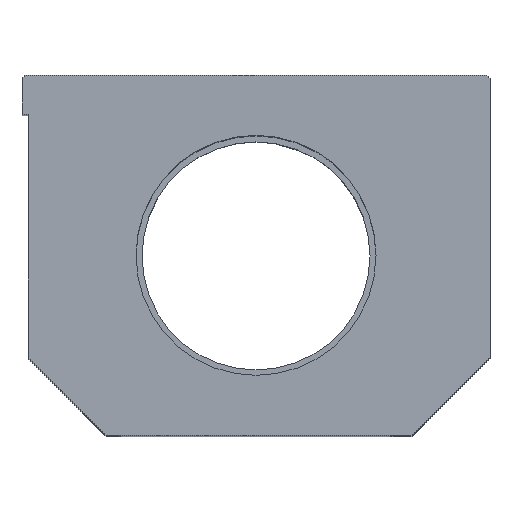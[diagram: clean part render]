
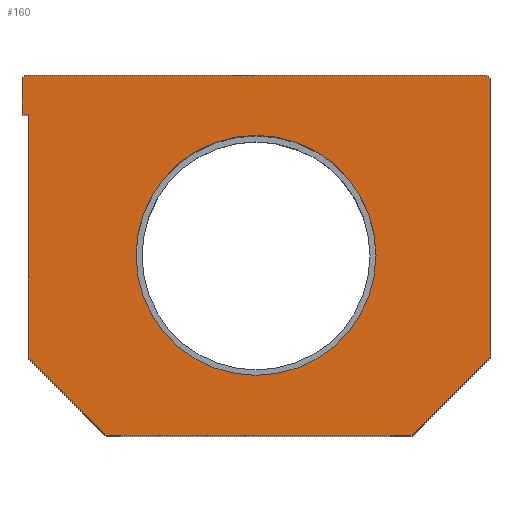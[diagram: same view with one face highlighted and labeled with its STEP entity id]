
A CAD part, top view. The second image highlights one B-rep face of the part: STEP entity #160.
In plain terms, the highlighted planar face has unit normal (0, 0, 1).
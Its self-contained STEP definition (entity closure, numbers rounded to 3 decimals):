
#160 = ADVANCED_FACE( '', ( #354, #355 ), #356, .T. );
#354 = FACE_BOUND( '', #551, .T. );
#355 = FACE_OUTER_BOUND( '', #552, .T. );
#356 = PLANE( '', #553 );
#551 = EDGE_LOOP( '', ( #1212, #1213 ) );
#552 = EDGE_LOOP( '', ( #1214, #1215, #1216, #1217, #1218, #1219, #1220, #1221, #1222, #1223 ) );
#553 = AXIS2_PLACEMENT_3D( '', #1224, #1225, #1226 );
#1212 = ORIENTED_EDGE( '', *, *, #1435, .T. );
#1213 = ORIENTED_EDGE( '', *, *, #1243, .T. );
#1214 = ORIENTED_EDGE( '', *, *, #1436, .F. );
#1215 = ORIENTED_EDGE( '', *, *, #1452, .F. );
#1216 = ORIENTED_EDGE( '', *, *, #1449, .F. );
#1217 = ORIENTED_EDGE( '', *, *, #1415, .F. );
#1218 = ORIENTED_EDGE( '', *, *, #1420, .F. );
#1219 = ORIENTED_EDGE( '', *, *, #1445, .F. );
#1220 = ORIENTED_EDGE( '', *, *, #1408, .F. );
#1221 = ORIENTED_EDGE( '', *, *, #1412, .F. );
#1222 = ORIENTED_EDGE( '', *, *, #1443, .F. );
#1223 = ORIENTED_EDGE( '', *, *, #1440, .F. );
#1224 = CARTESIAN_POINT( '', ( 0., 0., 130. ) );
#1225 = DIRECTION( '', ( 0., 0., 1. ) );
#1226 = DIRECTION( '', ( 1., 0., 0. ) );
#1243 = EDGE_CURVE( '', #1457, #1454, #1458, .T. );
#1408 = EDGE_CURVE( '', #1739, #1741, #1742, .T. );
#1412 = EDGE_CURVE( '', #1746, #1739, #1748, .T. );
#1415 = EDGE_CURVE( '', #1750, #1752, #1753, .T. );
#1420 = EDGE_CURVE( '', #1759, #1750, #1761, .T. );
#1435 = EDGE_CURVE( '', #1454, #1457, #1776, .T. );
#1436 = EDGE_CURVE( '', #1777, #1778, #1779, .T. );
#1440 = EDGE_CURVE( '', #1778, #1785, #1786, .T. );
#1443 = EDGE_CURVE( '', #1785, #1746, #1790, .T. );
#1445 = EDGE_CURVE( '', #1741, #1759, #1792, .T. );
#1449 = EDGE_CURVE( '', #1752, #1797, #1798, .T. );
#1452 = EDGE_CURVE( '', #1797, #1777, #1802, .T. );
#1454 = VERTEX_POINT( '', #1804 );
#1457 = VERTEX_POINT( '', #1808 );
#1458 = CIRCLE( '', #1809, 20. );
#1739 = VERTEX_POINT( '', #2236 );
#1741 = VERTEX_POINT( '', #2239 );
#1742 = LINE( '', #2240, #2241 );
#1746 = VERTEX_POINT( '', #2247 );
#1748 = LINE( '', #2250, #2251 );
#1750 = VERTEX_POINT( '', #2254 );
#1752 = VERTEX_POINT( '', #2257 );
#1753 = LINE( '', #2258, #2259 );
#1759 = VERTEX_POINT( '', #2268 );
#1761 = LINE( '', #2271, #2272 );
#1776 = CIRCLE( '', #2288, 20. );
#1777 = VERTEX_POINT( '', #2289 );
#1778 = VERTEX_POINT( '', #2290 );
#1779 = LINE( '', #2291, #2292 );
#1785 = VERTEX_POINT( '', #2301 );
#1786 = LINE( '', #2302, #2303 );
#1790 = LINE( '', #2309, #2310 );
#1792 = LINE( '', #2313, #2314 );
#1797 = VERTEX_POINT( '', #2322 );
#1798 = LINE( '', #2323, #2324 );
#1802 = LINE( '', #2330, #2331 );
#1804 = CARTESIAN_POINT( '', ( 0., 50., 130. ) );
#1808 = CARTESIAN_POINT( '', ( 0., 10., 130. ) );
#1809 = AXIS2_PLACEMENT_3D( '', #2335, #2336, #2337 );
#2236 = CARTESIAN_POINT( '', ( 39., 13., 130. ) );
#2239 = CARTESIAN_POINT( '', ( 26., 0., 130. ) );
#2240 = CARTESIAN_POINT( '', ( 26., 0., 130. ) );
#2241 = VECTOR( '', #2654, 1. );
#2247 = CARTESIAN_POINT( '', ( 39., 59.5, 130. ) );
#2250 = CARTESIAN_POINT( '', ( 39., 13., 130. ) );
#2251 = VECTOR( '', #2658, 1. );
#2254 = CARTESIAN_POINT( '', ( -38., 13., 130. ) );
#2257 = CARTESIAN_POINT( '', ( -38., 53.5, 130. ) );
#2258 = CARTESIAN_POINT( '', ( -38., 53.5, 130. ) );
#2259 = VECTOR( '', #2661, 1. );
#2268 = CARTESIAN_POINT( '', ( -25., 0., 130. ) );
#2271 = CARTESIAN_POINT( '', ( -38., 13., 130. ) );
#2272 = VECTOR( '', #2666, 1. );
#2288 = AXIS2_PLACEMENT_3D( '', #2707, #2708, #2709 );
#2289 = CARTESIAN_POINT( '', ( -39., 59.5, 130. ) );
#2290 = CARTESIAN_POINT( '', ( -38.5, 60., 130. ) );
#2291 = CARTESIAN_POINT( '', ( -38.5, 60., 130. ) );
#2292 = VECTOR( '', #2710, 1. );
#2301 = CARTESIAN_POINT( '', ( 38.5, 60., 130. ) );
#2302 = CARTESIAN_POINT( '', ( 38.5, 60., 130. ) );
#2303 = VECTOR( '', #2714, 1. );
#2309 = CARTESIAN_POINT( '', ( 39., 59.5, 130. ) );
#2310 = VECTOR( '', #2717, 1. );
#2313 = CARTESIAN_POINT( '', ( -25., 0., 130. ) );
#2314 = VECTOR( '', #2719, 1. );
#2322 = CARTESIAN_POINT( '', ( -39., 53.5, 130. ) );
#2323 = CARTESIAN_POINT( '', ( -39., 53.5, 130. ) );
#2324 = VECTOR( '', #2723, 1. );
#2330 = CARTESIAN_POINT( '', ( -39., 59.5, 130. ) );
#2331 = VECTOR( '', #2726, 1. );
#2335 = CARTESIAN_POINT( '', ( 0., 30., 130. ) );
#2336 = DIRECTION( '', ( 0., 0., -1. ) );
#2337 = DIRECTION( '', ( 0., 1., 0. ) );
#2654 = DIRECTION( '', ( -0.707, -0.707, 0. ) );
#2658 = DIRECTION( '', ( 0., -1., 0. ) );
#2661 = DIRECTION( '', ( 0., 1., 0. ) );
#2666 = DIRECTION( '', ( -0.707, 0.707, 0. ) );
#2707 = CARTESIAN_POINT( '', ( 0., 30., 130. ) );
#2708 = DIRECTION( '', ( 0., 0., -1. ) );
#2709 = DIRECTION( '', ( 0., 1., 0. ) );
#2710 = DIRECTION( '', ( 0.707, 0.707, 0. ) );
#2714 = DIRECTION( '', ( 1., 0., 0. ) );
#2717 = DIRECTION( '', ( 0.707, -0.707, 0. ) );
#2719 = DIRECTION( '', ( -1., 0., 0. ) );
#2723 = DIRECTION( '', ( -1., 0., 0. ) );
#2726 = DIRECTION( '', ( 0., 1., 0. ) );
